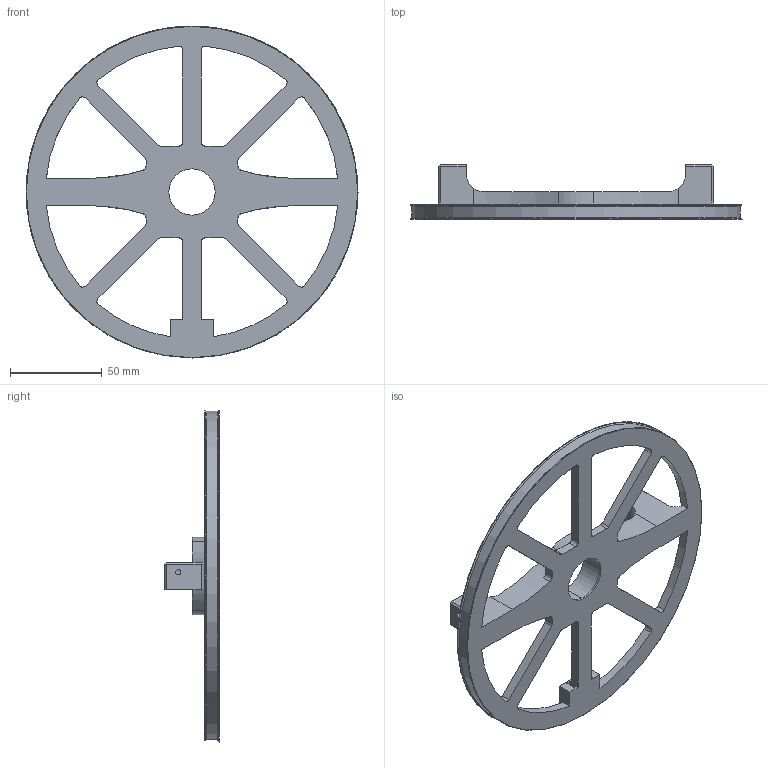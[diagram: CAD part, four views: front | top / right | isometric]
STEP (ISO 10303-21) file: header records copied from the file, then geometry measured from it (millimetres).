
FILE_DESCRIPTION (( 'STEP AP203' ), '1' );
FILE_NAME ('u3_drivedisc_DEC_unimount.step', '2020-06-16T23:07:03', ( '' ), ( '' ), 'SwSTEP 2.0', 'SolidWorks 2020', '' );
FILE_SCHEMA (( 'CONFIG_CONTROL_DESIGN' ));
Length unit declared in the file: millimetre
Products named in the file (1): u3_drivedisc_DEC_unimount
Bounding box: 181.43 x 30 x 181.43 mm (x, y, z)
Volume: 101567.4 mm3; surface area: 44741.8 mm2
Topology: 1 solids, 1 shells, 150 faces, 441 edges, 288 vertices
Faces by surface type: cylinder 72, plane 65, cone 8, torus 3, bspline 2
Entity records: 5311 total; most frequent: CARTESIAN_POINT 1074, DIRECTION 894, ORIENTED_EDGE 882, EDGE_CURVE 441, AXIS2_PLACEMENT_3D 324, VERTEX_POINT 288, LINE 246, VECTOR 246
